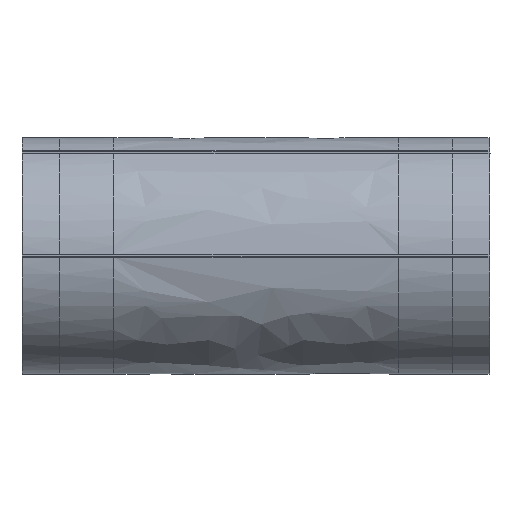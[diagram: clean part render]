
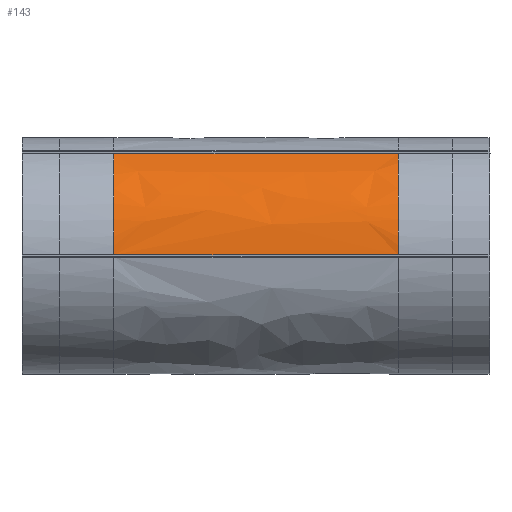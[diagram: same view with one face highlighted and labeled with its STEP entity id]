
A CAD part, left-side view. The second image highlights one B-rep face of the part: STEP entity #143.
In plain terms, the highlighted free-form (B-spline) face has degree [3, 3] with [4, 17] control points.
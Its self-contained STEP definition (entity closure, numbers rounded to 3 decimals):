
#143=ADVANCED_FACE('',(#291),#2049,.T.);
#291=FACE_OUTER_BOUND('',#439,.T.);
#439=EDGE_LOOP('',(#1008,#1009,#1010,#1011));
#1008=ORIENTED_EDGE('',*,*,#1439,.T.);
#1009=ORIENTED_EDGE('',*,*,#1429,.T.);
#1010=ORIENTED_EDGE('',*,*,#1215,.F.);
#1011=ORIENTED_EDGE('',*,*,#1431,.F.);
#1215=EDGE_CURVE('',#1861,#1863,#1681,.T.);
#1429=EDGE_CURVE('',#1977,#1863,#1630,.T.);
#1431=EDGE_CURVE('',#1980,#1861,#1632,.T.);
#1439=EDGE_CURVE('',#1980,#1977,#1782,.T.);
#1630=B_SPLINE_CURVE_WITH_KNOTS('',3,(#8238,#8239,#8240,#8241,#8242,#8243),
 .UNSPECIFIED.,.F.,.F.,(4,2,4),(52.715,59.178,78.904),
 .UNSPECIFIED.);
#1632=B_SPLINE_CURVE_WITH_KNOTS('',3,(#8246,#8247,#8248,#8249,#8250,#8251),
 .UNSPECIFIED.,.F.,.F.,(4,2,4),(-26.189,-19.726,0.),
 .UNSPECIFIED.);
#1681=(
BOUNDED_CURVE()
B_SPLINE_CURVE(3,(#7199,#7200,#7201,#7202),.UNSPECIFIED.,.F.,.F.)
B_SPLINE_CURVE_WITH_KNOTS((4,4),(-71.44,-11.421),
 .UNSPECIFIED.)
CURVE()
GEOMETRIC_REPRESENTATION_ITEM()
RATIONAL_B_SPLINE_CURVE((1.,1.,1.,1.))
REPRESENTATION_ITEM('')
);
#1782=(
BOUNDED_CURVE()
B_SPLINE_CURVE(1,(#8272,#8273),.UNSPECIFIED.,.F.,.F.)
B_SPLINE_CURVE_WITH_KNOTS((2,2),(0.001,60.023),
 .UNSPECIFIED.)
CURVE()
GEOMETRIC_REPRESENTATION_ITEM()
RATIONAL_B_SPLINE_CURVE((1.,1.))
REPRESENTATION_ITEM('')
);
#1861=VERTEX_POINT('',#6317);
#1863=VERTEX_POINT('',#6319);
#1977=VERTEX_POINT('',#6433);
#1980=VERTEX_POINT('',#6436);
#2049=B_SPLINE_SURFACE_WITH_KNOTS('',3,3,((#3544,#3545,#3546,#3547,#3548,
#3549,#3550,#3551,#3552,#3553,#3554,#3555,#3556,#3557,#3558,#3559,#3560),
(#3561,#3562,#3563,#3564,#3565,#3566,#3567,#3568,#3569,#3570,#3571,#3572,
#3573,#3574,#3575,#3576,#3577),(#3578,#3579,#3580,#3581,#3582,#3583,#3584,
#3585,#3586,#3587,#3588,#3589,#3590,#3591,#3592,#3593,#3594),(#3595,#3596,
#3597,#3598,#3599,#3600,#3601,#3602,#3603,#3604,#3605,#3606,#3607,#3608,
#3609,#3610,#3611)),.UNSPECIFIED.,.F.,.F.,.F.,(4,4),(4,2,2,2,2,2,2,1,4),
(0.,60.022),(0.,19.727,29.59,
39.453,49.316,59.18,69.043,78.906,
79.381),.UNSPECIFIED.);
#3544=CARTESIAN_POINT('',(-37.21,30.006,0.25));
#3545=CARTESIAN_POINT('',(-37.145,30.006,6.814));
#3546=CARTESIAN_POINT('',(-34.44,30.006,13.18));
#3547=CARTESIAN_POINT('',(-27.461,30.006,20.079));
#3548=CARTESIAN_POINT('',(-24.709,30.006,21.895));
#3549=CARTESIAN_POINT('',(-18.696,30.006,24.363));
#3550=CARTESIAN_POINT('',(-15.436,30.006,25.002));
#3551=CARTESIAN_POINT('',(-8.959,30.006,24.999));
#3552=CARTESIAN_POINT('',(-5.689,30.006,24.35));
#3553=CARTESIAN_POINT('',(0.295,30.006,21.888));
#3554=CARTESIAN_POINT('',(3.072,30.006,20.048));
#3555=CARTESIAN_POINT('',(7.68,30.006,15.487));
#3556=CARTESIAN_POINT('',(9.542,30.006,12.745));
#3557=CARTESIAN_POINT('',(12.081,30.006,6.745));
#3558=CARTESIAN_POINT('',(12.787,30.006,3.378));
#3559=CARTESIAN_POINT('',(12.789,30.006,-0.066));
#3560=CARTESIAN_POINT('',(12.788,30.006,-0.224));
#3561=CARTESIAN_POINT('',(-37.21,9.999,0.25));
#3562=CARTESIAN_POINT('',(-37.145,9.999,6.814));
#3563=CARTESIAN_POINT('',(-34.44,9.999,13.18));
#3564=CARTESIAN_POINT('',(-27.461,9.999,20.079));
#3565=CARTESIAN_POINT('',(-24.709,9.999,21.895));
#3566=CARTESIAN_POINT('',(-18.696,9.999,24.363));
#3567=CARTESIAN_POINT('',(-15.436,9.999,25.002));
#3568=CARTESIAN_POINT('',(-8.959,9.999,24.999));
#3569=CARTESIAN_POINT('',(-5.689,9.999,24.35));
#3570=CARTESIAN_POINT('',(0.295,9.999,21.888));
#3571=CARTESIAN_POINT('',(3.072,9.999,20.048));
#3572=CARTESIAN_POINT('',(7.68,9.999,15.487));
#3573=CARTESIAN_POINT('',(9.542,9.999,12.745));
#3574=CARTESIAN_POINT('',(12.081,9.999,6.745));
#3575=CARTESIAN_POINT('',(12.787,9.999,3.378));
#3576=CARTESIAN_POINT('',(12.789,9.999,-0.066));
#3577=CARTESIAN_POINT('',(12.788,9.999,-0.224));
#3578=CARTESIAN_POINT('',(-37.21,-10.008,0.25));
#3579=CARTESIAN_POINT('',(-37.145,-10.008,6.814));
#3580=CARTESIAN_POINT('',(-34.44,-10.008,13.18));
#3581=CARTESIAN_POINT('',(-27.461,-10.008,20.079));
#3582=CARTESIAN_POINT('',(-24.709,-10.008,21.895));
#3583=CARTESIAN_POINT('',(-18.696,-10.008,24.363));
#3584=CARTESIAN_POINT('',(-15.436,-10.008,25.002));
#3585=CARTESIAN_POINT('',(-8.959,-10.008,24.999));
#3586=CARTESIAN_POINT('',(-5.689,-10.008,24.35));
#3587=CARTESIAN_POINT('',(0.295,-10.008,21.888));
#3588=CARTESIAN_POINT('',(3.072,-10.008,20.048));
#3589=CARTESIAN_POINT('',(7.68,-10.008,15.487));
#3590=CARTESIAN_POINT('',(9.542,-10.008,12.745));
#3591=CARTESIAN_POINT('',(12.081,-10.008,6.745));
#3592=CARTESIAN_POINT('',(12.787,-10.008,3.378));
#3593=CARTESIAN_POINT('',(12.789,-10.008,-0.066));
#3594=CARTESIAN_POINT('',(12.788,-10.008,-0.224));
#3595=CARTESIAN_POINT('',(-37.21,-30.015,0.25));
#3596=CARTESIAN_POINT('',(-37.145,-30.015,6.814));
#3597=CARTESIAN_POINT('',(-34.44,-30.015,13.18));
#3598=CARTESIAN_POINT('',(-27.461,-30.015,20.079));
#3599=CARTESIAN_POINT('',(-24.709,-30.015,21.895));
#3600=CARTESIAN_POINT('',(-18.696,-30.015,24.363));
#3601=CARTESIAN_POINT('',(-15.436,-30.015,25.002));
#3602=CARTESIAN_POINT('',(-8.959,-30.015,24.999));
#3603=CARTESIAN_POINT('',(-5.689,-30.015,24.35));
#3604=CARTESIAN_POINT('',(0.295,-30.015,21.888));
#3605=CARTESIAN_POINT('',(3.072,-30.015,20.048));
#3606=CARTESIAN_POINT('',(7.68,-30.015,15.487));
#3607=CARTESIAN_POINT('',(9.542,-30.015,12.745));
#3608=CARTESIAN_POINT('',(12.081,-30.015,6.745));
#3609=CARTESIAN_POINT('',(12.787,-30.015,3.378));
#3610=CARTESIAN_POINT('',(12.789,-30.015,-0.066));
#3611=CARTESIAN_POINT('',(12.788,-30.015,-0.224));
#6317=CARTESIAN_POINT('',(-37.21,-30.015,0.25));
#6319=CARTESIAN_POINT('',(-37.21,30.006,0.25));
#6433=CARTESIAN_POINT('',(-24.714,30.007,21.649));
#6436=CARTESIAN_POINT('',(-24.714,-30.016,21.649));
#7199=CARTESIAN_POINT('',(-37.21,-30.015,0.25));
#7200=CARTESIAN_POINT('',(-37.21,-10.009,0.25));
#7201=CARTESIAN_POINT('',(-37.21,10.,0.25));
#7202=CARTESIAN_POINT('',(-37.21,30.006,0.25));
#8238=CARTESIAN_POINT('',(-24.714,30.007,21.649));
#8239=CARTESIAN_POINT('',(-26.556,30.007,20.585));
#8240=CARTESIAN_POINT('',(-28.263,30.007,19.286));
#8241=CARTESIAN_POINT('',(-34.44,30.007,13.18));
#8242=CARTESIAN_POINT('',(-37.145,30.007,6.814));
#8243=CARTESIAN_POINT('',(-37.21,30.006,0.25));
#8246=CARTESIAN_POINT('',(-24.714,-30.016,21.649));
#8247=CARTESIAN_POINT('',(-26.556,-30.016,20.585));
#8248=CARTESIAN_POINT('',(-28.263,-30.016,19.286));
#8249=CARTESIAN_POINT('',(-34.44,-30.015,13.18));
#8250=CARTESIAN_POINT('',(-37.145,-30.015,6.814));
#8251=CARTESIAN_POINT('',(-37.21,-30.015,0.25));
#8272=CARTESIAN_POINT('',(-24.714,-30.016,21.649));
#8273=CARTESIAN_POINT('',(-24.714,30.007,21.649));
